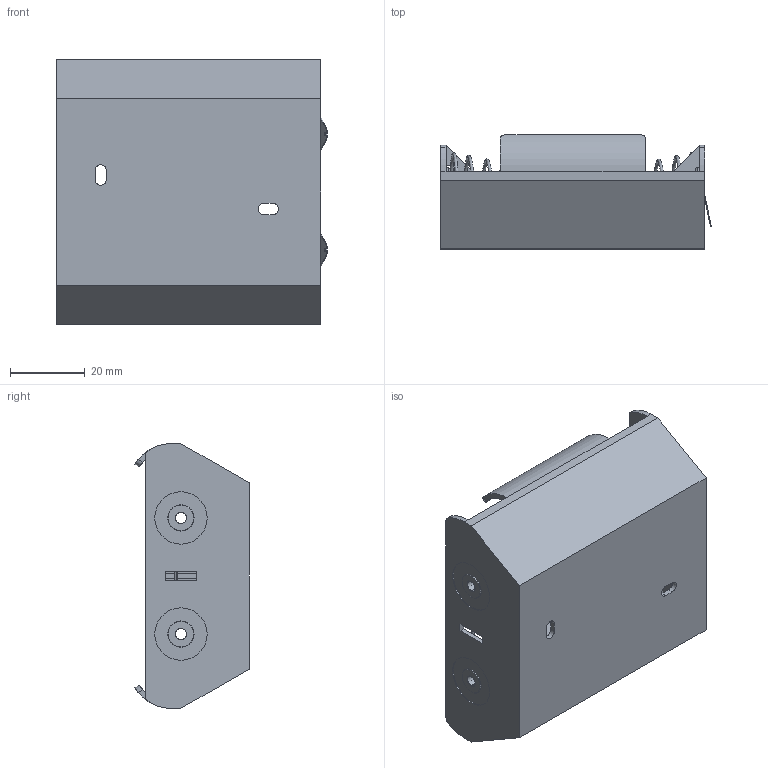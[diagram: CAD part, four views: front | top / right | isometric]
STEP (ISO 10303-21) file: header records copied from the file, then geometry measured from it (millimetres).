
FILE_DESCRIPTION (( 'STEP AP214' ), '1' );
FILE_NAME ('BH2DL.STEP', '2020-01-10T17:29:23', ( '' ), ( '' ), 'SwSTEP 2.0', 'SolidWorks 2017', '' );
FILE_SCHEMA (( 'AUTOMOTIVE_DESIGN' ));
Length unit declared in the file: millimetre
Products named in the file (1): BH2DL
Bounding box: 72.21 x 30.48 x 70.7 mm (x, y, z)
Volume: 16414 mm3; surface area: 26340.2 mm2
Topology: 6 solids, 6 shells, 308 faces, 758 edges, 486 vertices
Faces by surface type: plane 162, cylinder 102, torus 32, bspline 12
Entity records: 13947 total; most frequent: CARTESIAN_POINT 6445, DIRECTION 1558, ORIENTED_EDGE 1516, EDGE_CURVE 758, AXIS2_PLACEMENT_3D 559, VERTEX_POINT 486, LINE 440, VECTOR 440
